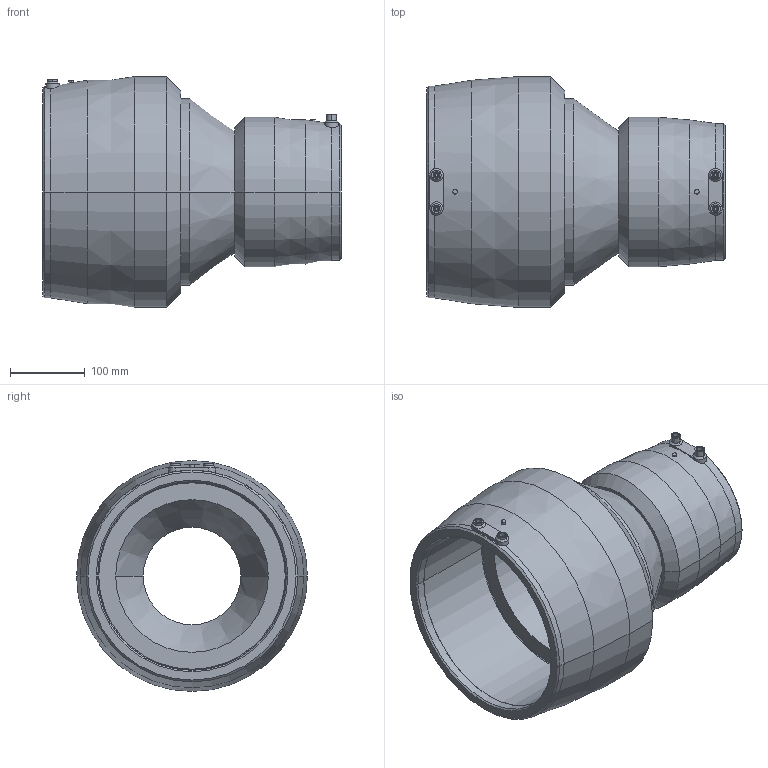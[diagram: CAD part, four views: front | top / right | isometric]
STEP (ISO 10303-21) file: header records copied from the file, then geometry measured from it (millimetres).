
FILE_DESCRIPTION(('STEP AP214'),'1');
FILE_NAME('cctmp_FCC640CA-E81F-42D9-8280-5D32F399DC6A_2020_6_8_11_18_0_462..stp','2020-06-08T09:18:00',('Georg Fischer Piping Systems Ltd.'),('CADClick - www.CADClick.com'),'Spatial InterOp 3D',' ','unknown authorization');
FILE_SCHEMA(('AUTOMOTIVE_DESIGN'));
Length unit declared in the file: millimetre
Products named in the file (4): 753901840
Assembly tree (3 placements, depth 2):
  (unnamed)
    753901840
    753901840
    753901840
Bounding box: 400 x 309.3 x 309.3 mm (x, y, z)
Volume: 7386677.4 mm3; surface area: 785479.8 mm2
Topology: 3 solids, 3 shells, 138 faces, 290 edges, 174 vertices
Faces by surface type: cylinder 60, cone 48, plane 30
Entity records: 5164 total; most frequent: CARTESIAN_POINT 893, DIRECTION 714, ORIENTED_EDGE 580, AXIS2_PLACEMENT_3D 298, EDGE_CURVE 290, VERTEX_POINT 174, EDGE_LOOP 160, CIRCLE 156
